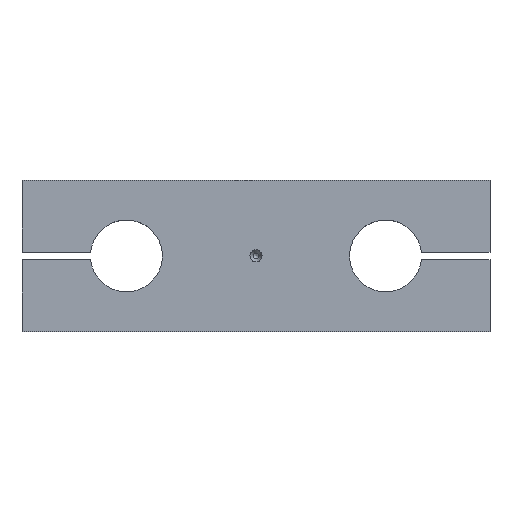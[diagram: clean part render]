
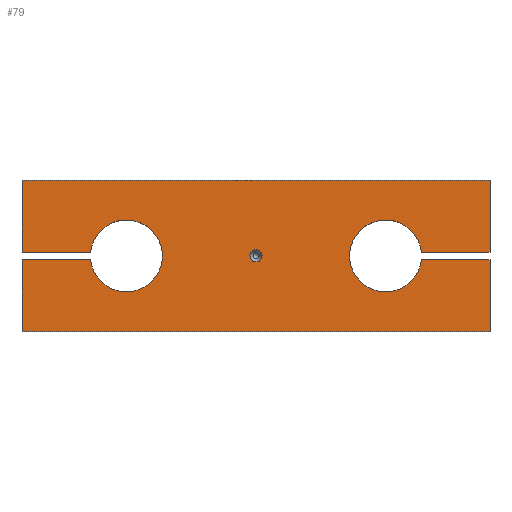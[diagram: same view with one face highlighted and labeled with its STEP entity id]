
A CAD part, top view. The second image highlights one B-rep face of the part: STEP entity #79.
In plain terms, the highlighted planar face has unit normal (0, 0, 1).
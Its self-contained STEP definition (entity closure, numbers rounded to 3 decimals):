
#79 = ADVANCED_FACE( '', ( #179, #180 ), #181, .T. );
#179 = FACE_OUTER_BOUND( '', #297, .T. );
#180 = FACE_BOUND( '', #298, .T. );
#181 = PLANE( '', #299 );
#297 = EDGE_LOOP( '', ( #450, #451, #452, #453, #454, #455, #456, #457, #458, #459, #460, #461 ) );
#298 = EDGE_LOOP( '', ( #462 ) );
#299 = AXIS2_PLACEMENT_3D( '', #463, #464, #465 );
#450 = ORIENTED_EDGE( '', *, *, #598, .T. );
#451 = ORIENTED_EDGE( '', *, *, #631, .T. );
#452 = ORIENTED_EDGE( '', *, *, #632, .T. );
#453 = ORIENTED_EDGE( '', *, *, #633, .T. );
#454 = ORIENTED_EDGE( '', *, *, #634, .F. );
#455 = ORIENTED_EDGE( '', *, *, #624, .T. );
#456 = ORIENTED_EDGE( '', *, *, #635, .T. );
#457 = ORIENTED_EDGE( '', *, *, #615, .T. );
#458 = ORIENTED_EDGE( '', *, *, #636, .T. );
#459 = ORIENTED_EDGE( '', *, *, #637, .T. );
#460 = ORIENTED_EDGE( '', *, *, #587, .F. );
#461 = ORIENTED_EDGE( '', *, *, #620, .T. );
#462 = ORIENTED_EDGE( '', *, *, #604, .F. );
#463 = CARTESIAN_POINT( '', ( 36., 21., 20. ) );
#464 = DIRECTION( '', ( 0., 0., 1. ) );
#465 = DIRECTION( '', ( 1., 0., 0. ) );
#587 = EDGE_CURVE( '', #673, #675, #676, .T. );
#598 = EDGE_CURVE( '', #694, #692, #695, .T. );
#604 = EDGE_CURVE( '', #703, #703, #704, .T. );
#615 = EDGE_CURVE( '', #723, #721, #724, .T. );
#620 = EDGE_CURVE( '', #673, #694, #730, .T. );
#624 = EDGE_CURVE( '', #737, #735, #738, .T. );
#631 = EDGE_CURVE( '', #692, #745, #746, .T. );
#632 = EDGE_CURVE( '', #745, #747, #748, .T. );
#633 = EDGE_CURVE( '', #747, #749, #750, .T. );
#634 = EDGE_CURVE( '', #737, #749, #751, .T. );
#635 = EDGE_CURVE( '', #735, #723, #752, .T. );
#636 = EDGE_CURVE( '', #721, #753, #754, .T. );
#637 = EDGE_CURVE( '', #753, #675, #755, .T. );
#673 = VERTEX_POINT( '', #800 );
#675 = VERTEX_POINT( '', #803 );
#676 = CIRCLE( '', #804, 10. );
#692 = VERTEX_POINT( '', #822 );
#694 = VERTEX_POINT( '', #825 );
#695 = LINE( '', #826, #827 );
#703 = VERTEX_POINT( '', #836 );
#704 = CIRCLE( '', #837, 1.675 );
#721 = VERTEX_POINT( '', #855 );
#723 = VERTEX_POINT( '', #858 );
#724 = LINE( '', #859, #860 );
#730 = LINE( '', #868, #869 );
#735 = VERTEX_POINT( '', #875 );
#737 = VERTEX_POINT( '', #878 );
#738 = LINE( '', #879, #880 );
#745 = VERTEX_POINT( '', #888 );
#746 = LINE( '', #889, #890 );
#747 = VERTEX_POINT( '', #891 );
#748 = LINE( '', #892, #893 );
#749 = VERTEX_POINT( '', #894 );
#750 = LINE( '', #895, #896 );
#751 = CIRCLE( '', #897, 10. );
#752 = LINE( '', #898, #899 );
#753 = VERTEX_POINT( '', #900 );
#754 = LINE( '', #901, #902 );
#755 = LINE( '', #903, #904 );
#800 = CARTESIAN_POINT( '', ( -45.95, 20., 20. ) );
#803 = CARTESIAN_POINT( '', ( -45.95, 22., 20. ) );
#804 = AXIS2_PLACEMENT_3D( '', #959, #960, #961 );
#822 = CARTESIAN_POINT( '', ( -65., 0., 20. ) );
#825 = CARTESIAN_POINT( '', ( -65., 20., 20. ) );
#826 = CARTESIAN_POINT( '', ( -65., 20., 20. ) );
#827 = VECTOR( '', #977, 1000. );
#836 = CARTESIAN_POINT( '', ( 1.675, 21., 20. ) );
#837 = AXIS2_PLACEMENT_3D( '', #985, #986, #987 );
#855 = CARTESIAN_POINT( '', ( -65., 42., 20. ) );
#858 = CARTESIAN_POINT( '', ( 65., 42., 20. ) );
#859 = CARTESIAN_POINT( '', ( 65., 42., 20. ) );
#860 = VECTOR( '', #1005, 1000. );
#868 = CARTESIAN_POINT( '', ( -45.95, 20., 20. ) );
#869 = VECTOR( '', #1011, 1000. );
#875 = CARTESIAN_POINT( '', ( 65., 22., 20. ) );
#878 = CARTESIAN_POINT( '', ( 45.95, 22., 20. ) );
#879 = CARTESIAN_POINT( '', ( 45.95, 22., 20. ) );
#880 = VECTOR( '', #1014, 1000. );
#888 = CARTESIAN_POINT( '', ( 65., 0., 20. ) );
#889 = CARTESIAN_POINT( '', ( -65., 0., 20. ) );
#890 = VECTOR( '', #1019, 1000. );
#891 = CARTESIAN_POINT( '', ( 65., 20., 20. ) );
#892 = CARTESIAN_POINT( '', ( 65., 0., 20. ) );
#893 = VECTOR( '', #1020, 1000. );
#894 = CARTESIAN_POINT( '', ( 45.95, 20., 20. ) );
#895 = CARTESIAN_POINT( '', ( 65., 20., 20. ) );
#896 = VECTOR( '', #1021, 1000. );
#897 = AXIS2_PLACEMENT_3D( '', #1022, #1023, #1024 );
#898 = CARTESIAN_POINT( '', ( 65., 22., 20. ) );
#899 = VECTOR( '', #1025, 1000. );
#900 = CARTESIAN_POINT( '', ( -65., 22., 20. ) );
#901 = CARTESIAN_POINT( '', ( -65., 42., 20. ) );
#902 = VECTOR( '', #1026, 1000. );
#903 = CARTESIAN_POINT( '', ( -65., 22., 20. ) );
#904 = VECTOR( '', #1027, 1000. );
#959 = CARTESIAN_POINT( '', ( -36., 21., 20. ) );
#960 = DIRECTION( '', ( 0., 0., 1. ) );
#961 = DIRECTION( '', ( 1., 0., 0. ) );
#977 = DIRECTION( '', ( 0., -1., 0. ) );
#985 = CARTESIAN_POINT( '', ( 0., 21., 20. ) );
#986 = DIRECTION( '', ( 0., 0., 1. ) );
#987 = DIRECTION( '', ( 1., 0., 0. ) );
#1005 = DIRECTION( '', ( -1., 0., 0. ) );
#1011 = DIRECTION( '', ( -1., 0., 0. ) );
#1014 = DIRECTION( '', ( 1., 0., 0. ) );
#1019 = DIRECTION( '', ( 1., 0., 0. ) );
#1020 = DIRECTION( '', ( 0., 1., 0. ) );
#1021 = DIRECTION( '', ( -1., 0., 0. ) );
#1022 = CARTESIAN_POINT( '', ( 36., 21., 20. ) );
#1023 = DIRECTION( '', ( 0., 0., 1. ) );
#1024 = DIRECTION( '', ( 1., 0., 0. ) );
#1025 = DIRECTION( '', ( 0., 1., 0. ) );
#1026 = DIRECTION( '', ( 0., -1., 0. ) );
#1027 = DIRECTION( '', ( 1., 0., 0. ) );
